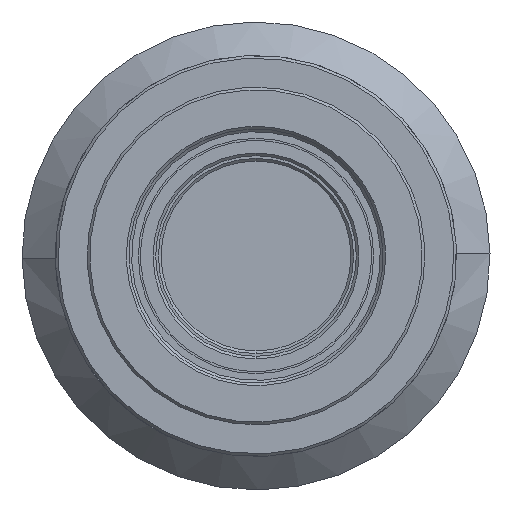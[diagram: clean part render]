
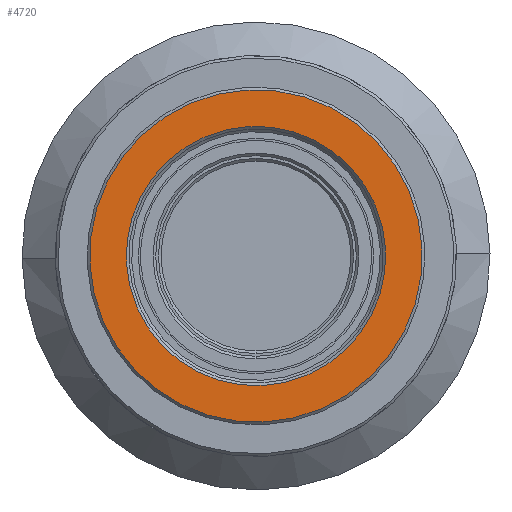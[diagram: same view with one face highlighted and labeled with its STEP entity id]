
A CAD part, front view. The second image highlights one B-rep face of the part: STEP entity #4720.
In plain terms, the highlighted planar face has unit normal (0, -1, 0).
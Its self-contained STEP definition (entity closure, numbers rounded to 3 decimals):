
#156 = CARTESIAN_POINT ( 'NONE',  ( 0., -6., 0. ) ) ;
#196 = EDGE_LOOP ( 'NONE', ( #3108, #5133 ) ) ;
#336 = CIRCLE ( 'NONE', #4902, 12.43 ) ;
#584 = VERTEX_POINT ( 'NONE', #3421 ) ;
#729 = CARTESIAN_POINT ( 'NONE',  ( 0., -6., 0. ) ) ;
#978 = CARTESIAN_POINT ( 'NONE',  ( 8.634, -6., -9.218 ) ) ;
#1082 = DIRECTION ( 'NONE',  ( 0.73, 0., 0.684 ) ) ;
#1114 = DIRECTION ( 'NONE',  ( 0., 1., 0. ) ) ;
#1256 = ORIENTED_EDGE ( 'NONE', *, *, #1563, .F. ) ;
#1391 = CIRCLE ( 'NONE', #4861, 12.43 ) ;
#1431 = ORIENTED_EDGE ( 'NONE', *, *, #4350, .F. ) ;
#1563 = EDGE_CURVE ( 'NONE', #2940, #2527, #336, .T. ) ;
#1593 = EDGE_CURVE ( 'NONE', #584, #4027, #4447, .T. ) ;
#1729 = CARTESIAN_POINT ( 'NONE',  ( -9.072, -6., -8.498 ) ) ;
#1992 = DIRECTION ( 'NONE',  ( -0.73, 0., -0.684 ) ) ;
#2006 = DIRECTION ( 'NONE',  ( 0.73, 0., 0.684 ) ) ;
#2017 = CARTESIAN_POINT ( 'NONE',  ( 0., -6., 0. ) ) ;
#2350 = AXIS2_PLACEMENT_3D ( 'NONE', #2869, #2375, #2006 ) ;
#2375 = DIRECTION ( 'NONE',  ( 0., 1., 0. ) ) ;
#2527 = VERTEX_POINT ( 'NONE', #1729 ) ;
#2869 = CARTESIAN_POINT ( 'NONE',  ( 0., -6., 0. ) ) ;
#2940 = VERTEX_POINT ( 'NONE', #5658 ) ;
#3098 = DIRECTION ( 'NONE',  ( -0.684, 0., 0.73 ) ) ;
#3108 = ORIENTED_EDGE ( 'NONE', *, *, #1593, .T. ) ;
#3421 = CARTESIAN_POINT ( 'NONE',  ( 7.079, -6., 6.631 ) ) ;
#3551 = FACE_OUTER_BOUND ( 'NONE', #4954, .T. ) ;
#3648 = DIRECTION ( 'NONE',  ( 0., 1., 0. ) ) ;
#3979 = AXIS2_PLACEMENT_3D ( 'NONE', #978, #4496, #3098 ) ;
#4027 = VERTEX_POINT ( 'NONE', #5456 ) ;
#4030 = PLANE ( 'NONE',  #3979 ) ;
#4084 = AXIS2_PLACEMENT_3D ( 'NONE', #2017, #4991, #1082 ) ;
#4350 = EDGE_CURVE ( 'NONE', #2527, #2940, #1391, .T. ) ;
#4447 = CIRCLE ( 'NONE', #4084, 9.7 ) ;
#4496 = DIRECTION ( 'NONE',  ( 0., -1., 0. ) ) ;
#4720 = ADVANCED_FACE ( 'NONE', ( #4891, #3551 ), #4030, .T. ) ;
#4861 = AXIS2_PLACEMENT_3D ( 'NONE', #156, #3648, #4933 ) ;
#4891 = FACE_BOUND ( 'NONE', #196, .T. ) ;
#4902 = AXIS2_PLACEMENT_3D ( 'NONE', #729, #1114, #1992 ) ;
#4933 = DIRECTION ( 'NONE',  ( -0.73, 0., -0.684 ) ) ;
#4954 = EDGE_LOOP ( 'NONE', ( #1431, #1256 ) ) ;
#4991 = DIRECTION ( 'NONE',  ( 0., 1., 0. ) ) ;
#5072 = CIRCLE ( 'NONE', #2350, 9.7 ) ;
#5133 = ORIENTED_EDGE ( 'NONE', *, *, #5567, .T. ) ;
#5456 = CARTESIAN_POINT ( 'NONE',  ( -7.079, -6., -6.631 ) ) ;
#5567 = EDGE_CURVE ( 'NONE', #4027, #584, #5072, .T. ) ;
#5658 = CARTESIAN_POINT ( 'NONE',  ( 9.072, -6., 8.498 ) ) ;
